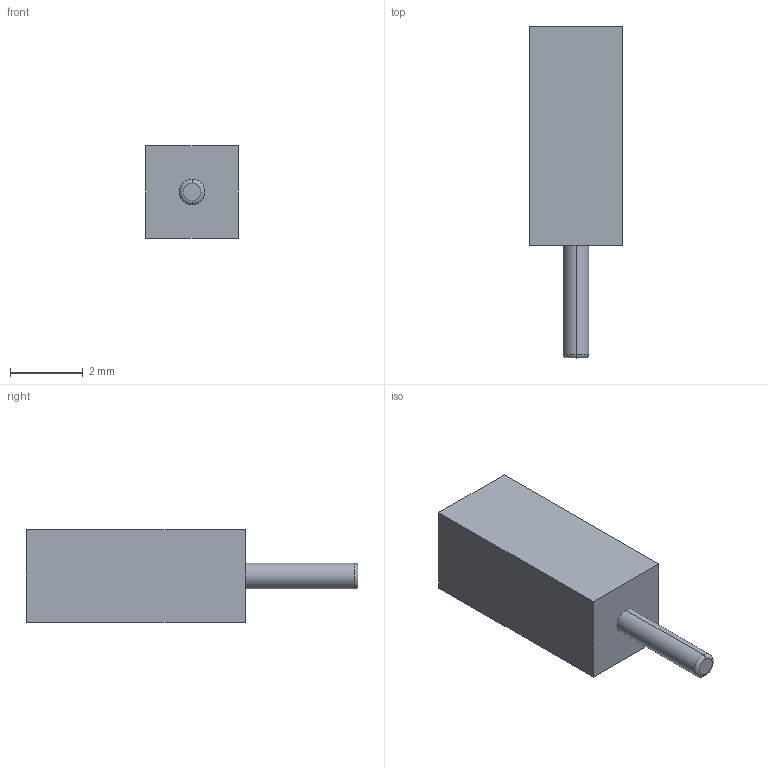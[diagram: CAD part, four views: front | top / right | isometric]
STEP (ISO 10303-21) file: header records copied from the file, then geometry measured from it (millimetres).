
FILE_DESCRIPTION (( 'STEP AP214' ), '1' );
FILE_NAME ('User Library-RM254_1pin.STEP', '2010-07-18T05:17:34', ( 'SysAdmin' ), ( 'SolidWorks' ), 'SwSTEP 2.0', 'SolidWorks 2010', '' );
FILE_SCHEMA (( 'AUTOMOTIVE_DESIGN' ));
Length unit declared in the file: millimetre
Products named in the file (1): User Library-RM254_1pin
Bounding box: 2.54 x 9.12 x 2.54 mm (x, y, z)
Volume: 38.4 mm3; surface area: 88 mm2
Topology: 1 solids, 1 shells, 19 faces, 38 edges, 24 vertices
Faces by surface type: plane 9, cylinder 6, torus 4
Entity records: 743 total; most frequent: DIRECTION 98, CARTESIAN_POINT 82, ORIENTED_EDGE 76, AXIS2_PLACEMENT_3D 40, EDGE_CURVE 38, VERTEX_POINT 24, UNCERTAINTY_MEASURE_WITH_UNIT 22, EDGE_LOOP 22
